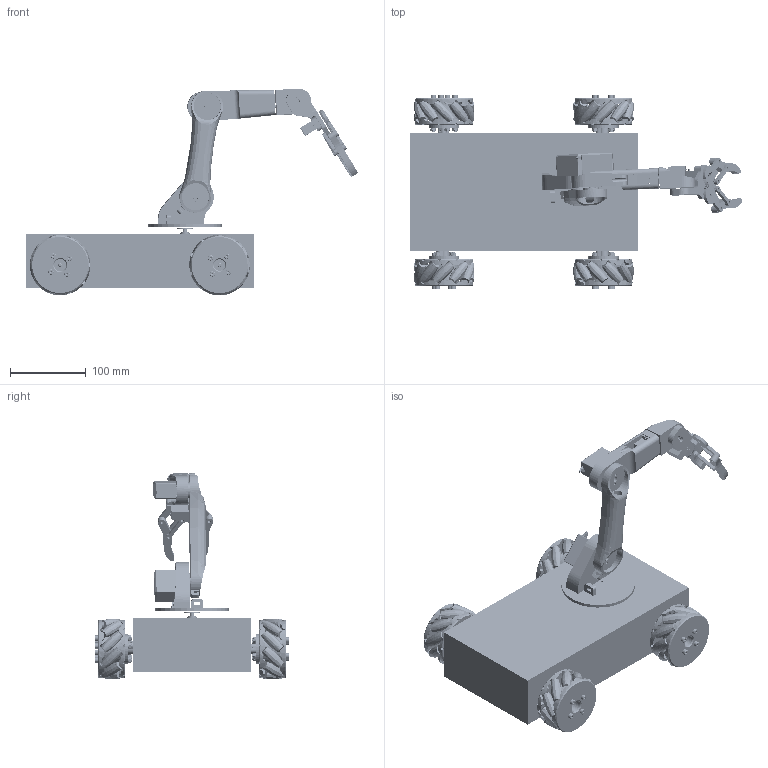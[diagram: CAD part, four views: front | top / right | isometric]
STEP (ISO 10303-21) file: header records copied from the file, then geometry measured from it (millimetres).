
FILE_DESCRIPTION (( 'STEP AP214' ), '1' );
FILE_NAME ('Mecanum Wheels Robot.STEP', '2022-01-10T00:15:57', ( '' ), ( '' ), 'SwSTEP 2.0', 'SolidWorks 2022', '' );
FILE_SCHEMA (( 'AUTOMOTIVE_DESIGN' ));
Length unit declared in the file: millimetre
Products named in the file (29): Robotic Arm-r4; Mecanum Wheel Assembly Left-r4; Gripper Assembly-r4; gear1-r4; Gripper 1-r4; Servo Motor MG996R-r4; Base side plate-r4; Gripper base-r4; Mecanum Wheels Robot; Mecanum Wheel Assembly Right-r4; Shaft Coupler Nema 17-r4; Wheel outer side Right-r4; Roller Shaft-r4; Wheel outer side Left-r4; gear2-r4; Base plate 1-r4; Arm 01-r4; Wheel base plate 1 Left-r4; Base side plate 2-r4; Stepper NEMA 17 -  20mm shaft_Stepper NEMA 17 -  20mm shaft; Hexagon Nut ISO 4032 - M4 - W - N_Hexagon Nut ISO 4032 - M4 - W - N; Roller 3-r4; Servo Motor Micro  9g-r4; grip link 1-r4; Arm 02 v3-r4; B18.3.1M - 4 x 0.7 x 45 Hex SHCS -- 20NHX_B18.3.1M - 4 x 0.7 x 45 Hex SHCS -- 20NHX; Waist-r4; Wheel base plate 1 Right-r4; Arm 03-r4
Assembly tree (97 placements, depth 4):
  Mecanum Wheels Robot
    Stepper NEMA 17 -  20mm shaft_Stepper NEMA 17 -  20mm shaft  x4
    Mecanum Wheel Assembly Left-r4  x2
      Wheel outer side Left-r4
      Wheel base plate 1 Left-r4
      Roller 3-r4
      Shaft Coupler Nema 17-r4
      Hexagon Nut ISO 4032 - M4 - W - N_Hexagon Nut ISO 4032 - M4 - W - N
      Roller Shaft-r4
      B18.3.1M - 4 x 0.7 x 45 Hex SHCS -- 20NHX_B18.3.1M - 4 x 0.7 x 45 Hex SHCS -- 20NHX
    Mecanum Wheel Assembly Right-r4  x2
      Wheel base plate 1 Right-r4
      Roller 3-r4
      Wheel outer side Right-r4
      Shaft Coupler Nema 17-r4
      Hexagon Nut ISO 4032 - M4 - W - N_Hexagon Nut ISO 4032 - M4 - W - N
      B18.3.1M - 4 x 0.7 x 45 Hex SHCS -- 20NHX_B18.3.1M - 4 x 0.7 x 45 Hex SHCS -- 20NHX
      Roller Shaft-r4
    Base plate 1-r4  x2
    Base side plate-r4  x2
    Base side plate 2-r4  x2
    Robotic Arm-r4
      Servo Motor MG996R-r4  x3
      Waist-r4
      Arm 01-r4
      Servo Motor Micro  9g-r4  x2
      Arm 02 v3-r4
      Arm 03-r4
      Gripper Assembly-r4
        gear1-r4
        gear2-r4
        grip link 1-r4  x4
        Gripper base-r4
        Gripper 1-r4  x2
        Servo Motor Micro  9g-r4
Bounding box: 437.49 x 256.31 x 272.36 mm (x, y, z)
Volume: 2221012.7 mm3; surface area: 717535.5 mm2
Topology: 178 solids, 181 shells, 4218 faces, 10285 edges, 6566 vertices
Faces by surface type: plane 2010, cylinder 1666, cone 324, bspline 114, torus 104
Entity records: 48872 total; most frequent: CARTESIAN_POINT 11818, DIRECTION 7484, ORIENTED_EDGE 7290, EDGE_CURVE 3645, AXIS2_PLACEMENT_3D 2894, VERTEX_POINT 2383, LINE 1696, VECTOR 1696
